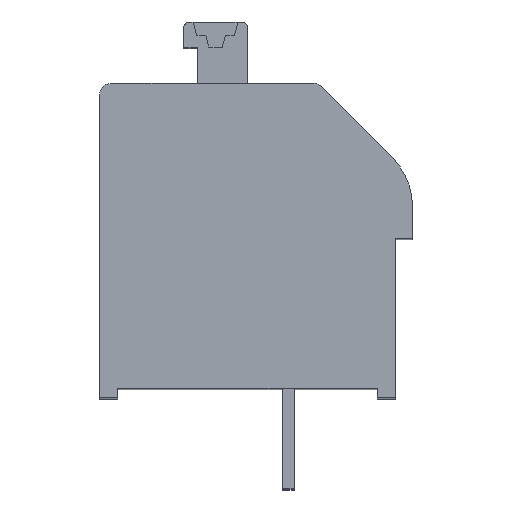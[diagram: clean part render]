
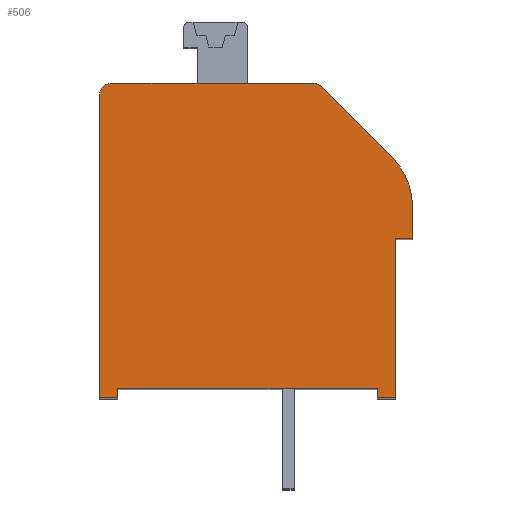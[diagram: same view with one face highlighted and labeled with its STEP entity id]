
A CAD part, top view. The second image highlights one B-rep face of the part: STEP entity #506.
In plain terms, the highlighted planar face has unit normal (0, 0, 1).
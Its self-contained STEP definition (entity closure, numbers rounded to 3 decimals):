
#506 = ADVANCED_FACE( '', ( #1192 ), #1193, .T. );
#1192 = FACE_OUTER_BOUND( '', #2055, .T. );
#1193 = PLANE( '', #2056 );
#2055 = EDGE_LOOP( '', ( #3604, #3605, #3606, #3607, #3608, #3609, #3610, #3611, #3612, #3613, #3614, #3615, #3616, #3617 ) );
#2056 = AXIS2_PLACEMENT_3D( '', #3618, #3619, #3620 );
#3604 = ORIENTED_EDGE( '', *, *, #5762, .T. );
#3605 = ORIENTED_EDGE( '', *, *, #5636, .T. );
#3606 = ORIENTED_EDGE( '', *, *, #5853, .T. );
#3607 = ORIENTED_EDGE( '', *, *, #5448, .T. );
#3608 = ORIENTED_EDGE( '', *, *, #5293, .T. );
#3609 = ORIENTED_EDGE( '', *, *, #5536, .T. );
#3610 = ORIENTED_EDGE( '', *, *, #5351, .T. );
#3611 = ORIENTED_EDGE( '', *, *, #5854, .T. );
#3612 = ORIENTED_EDGE( '', *, *, #5855, .T. );
#3613 = ORIENTED_EDGE( '', *, *, #5322, .T. );
#3614 = ORIENTED_EDGE( '', *, *, #5570, .T. );
#3615 = ORIENTED_EDGE( '', *, *, #5495, .T. );
#3616 = ORIENTED_EDGE( '', *, *, #5808, .T. );
#3617 = ORIENTED_EDGE( '', *, *, #5856, .T. );
#3618 = CARTESIAN_POINT( '', ( -7.8, 13.3, 41.5 ) );
#3619 = DIRECTION( '', ( 0., 0., 1. ) );
#3620 = DIRECTION( '', ( 1., 0., 0. ) );
#5293 = EDGE_CURVE( '', #6372, #6370, #6373, .T. );
#5322 = EDGE_CURVE( '', #6427, #6425, #6428, .T. );
#5351 = EDGE_CURVE( '', #6478, #6476, #6479, .T. );
#5448 = EDGE_CURVE( '', #6647, #6372, #6648, .T. );
#5495 = EDGE_CURVE( '', #6735, #6733, #6736, .T. );
#5536 = EDGE_CURVE( '', #6370, #6478, #6803, .T. );
#5570 = EDGE_CURVE( '', #6425, #6735, #6857, .T. );
#5636 = EDGE_CURVE( '', #6961, #6959, #6962, .T. );
#5762 = EDGE_CURVE( '', #7162, #6961, #7163, .T. );
#5808 = EDGE_CURVE( '', #6733, #7236, #7238, .T. );
#5853 = EDGE_CURVE( '', #6959, #6647, #7307, .T. );
#5854 = EDGE_CURVE( '', #6476, #7308, #7309, .T. );
#5855 = EDGE_CURVE( '', #7308, #6427, #7310, .T. );
#5856 = EDGE_CURVE( '', #7236, #7162, #7311, .T. );
#6370 = VERTEX_POINT( '', #7956 );
#6372 = VERTEX_POINT( '', #7959 );
#6373 = LINE( '', #7960, #7961 );
#6425 = VERTEX_POINT( '', #8038 );
#6427 = VERTEX_POINT( '', #8041 );
#6428 = LINE( '', #8042, #8043 );
#6476 = VERTEX_POINT( '', #8110 );
#6478 = VERTEX_POINT( '', #8113 );
#6479 = LINE( '', #8114, #8115 );
#6647 = VERTEX_POINT( '', #8356 );
#6648 = LINE( '', #8357, #8358 );
#6733 = VERTEX_POINT( '', #8479 );
#6735 = VERTEX_POINT( '', #8482 );
#6736 = LINE( '', #8483, #8484 );
#6803 = LINE( '', #8580, #8581 );
#6857 = CIRCLE( '', #8659, 3. );
#6959 = VERTEX_POINT( '', #8813 );
#6961 = VERTEX_POINT( '', #8816 );
#6962 = LINE( '', #8817, #8818 );
#7162 = VERTEX_POINT( '', #9104 );
#7163 = CIRCLE( '', #9105, 0.5 );
#7236 = VERTEX_POINT( '', #9211 );
#7238 = CIRCLE( '', #9214, 0.5 );
#7307 = LINE( '', #9310, #9311 );
#7308 = VERTEX_POINT( '', #9312 );
#7309 = LINE( '', #9313, #9314 );
#7310 = LINE( '', #9315, #9316 );
#7311 = LINE( '', #9317, #9318 );
#7956 = CARTESIAN_POINT( '', ( 3.9, 0.4, 41.5 ) );
#7959 = CARTESIAN_POINT( '', ( -7.5, 0.4, 41.5 ) );
#7960 = CARTESIAN_POINT( '', ( -7.5, 0.4, 41.5 ) );
#7961 = VECTOR( '', #10155, 1000. );
#8038 = CARTESIAN_POINT( '', ( 5.45, 8.407, 41.5 ) );
#8041 = CARTESIAN_POINT( '', ( 5.45, 7., 41.5 ) );
#8042 = CARTESIAN_POINT( '', ( 5.45, 7., 41.5 ) );
#8043 = VECTOR( '', #10182, 1000. );
#8110 = CARTESIAN_POINT( '', ( 4.7, 0., 41.5 ) );
#8113 = CARTESIAN_POINT( '', ( 3.9, 0., 41.5 ) );
#8114 = CARTESIAN_POINT( '', ( 3.9, 0., 41.5 ) );
#8115 = VECTOR( '', #10212, 1000. );
#8356 = CARTESIAN_POINT( '', ( -7.5, 0., 41.5 ) );
#8357 = CARTESIAN_POINT( '', ( -7.5, 0., 41.5 ) );
#8358 = VECTOR( '', #10316, 1000. );
#8479 = CARTESIAN_POINT( '', ( 1.446, 13.654, 41.5 ) );
#8482 = CARTESIAN_POINT( '', ( 4.571, 10.529, 41.5 ) );
#8483 = CARTESIAN_POINT( '', ( 4.571, 10.529, 41.5 ) );
#8484 = VECTOR( '', #10372, 1000. );
#8580 = CARTESIAN_POINT( '', ( 3.9, 0.4, 41.5 ) );
#8581 = VECTOR( '', #10414, 1000. );
#8659 = AXIS2_PLACEMENT_3D( '', #10448, #10449, #10450 );
#8813 = CARTESIAN_POINT( '', ( -8.3, 0., 41.5 ) );
#8816 = CARTESIAN_POINT( '', ( -8.3, 13.3, 41.5 ) );
#8817 = CARTESIAN_POINT( '', ( -8.3, 13.3, 41.5 ) );
#8818 = VECTOR( '', #10510, 1000. );
#9104 = CARTESIAN_POINT( '', ( -7.8, 13.8, 41.5 ) );
#9105 = AXIS2_PLACEMENT_3D( '', #10636, #10637, #10638 );
#9211 = CARTESIAN_POINT( '', ( 1.093, 13.8, 41.5 ) );
#9214 = AXIS2_PLACEMENT_3D( '', #10685, #10686, #10687 );
#9310 = CARTESIAN_POINT( '', ( -8.3, 0., 41.5 ) );
#9311 = VECTOR( '', #10733, 1000. );
#9312 = CARTESIAN_POINT( '', ( 4.7, 7., 41.5 ) );
#9313 = CARTESIAN_POINT( '', ( 4.7, 0., 41.5 ) );
#9314 = VECTOR( '', #10734, 1000. );
#9315 = CARTESIAN_POINT( '', ( 4.7, 7., 41.5 ) );
#9316 = VECTOR( '', #10735, 1000. );
#9317 = CARTESIAN_POINT( '', ( 1.093, 13.8, 41.5 ) );
#9318 = VECTOR( '', #10736, 1000. );
#10155 = DIRECTION( '', ( 1., 0., 0. ) );
#10182 = DIRECTION( '', ( 0., 1., 0. ) );
#10212 = DIRECTION( '', ( 1., 0., 0. ) );
#10316 = DIRECTION( '', ( 0., 1., 0. ) );
#10372 = DIRECTION( '', ( -0.707, 0.707, 0. ) );
#10414 = DIRECTION( '', ( 0., -1., 0. ) );
#10448 = CARTESIAN_POINT( '', ( 2.45, 8.407, 41.5 ) );
#10449 = DIRECTION( '', ( 0., 0., 1. ) );
#10450 = DIRECTION( '', ( 1., 0., 0. ) );
#10510 = DIRECTION( '', ( 0., -1., 0. ) );
#10636 = CARTESIAN_POINT( '', ( -7.8, 13.3, 41.5 ) );
#10637 = DIRECTION( '', ( 0., 0., 1. ) );
#10638 = DIRECTION( '', ( 1., 0., 0. ) );
#10685 = CARTESIAN_POINT( '', ( 1.093, 13.3, 41.5 ) );
#10686 = DIRECTION( '', ( 0., 0., 1. ) );
#10687 = DIRECTION( '', ( 1., 0., 0. ) );
#10733 = DIRECTION( '', ( 1., 0., 0. ) );
#10734 = DIRECTION( '', ( 0., 1., 0. ) );
#10735 = DIRECTION( '', ( 1., 0., 0. ) );
#10736 = DIRECTION( '', ( -1., 0., 0. ) );
